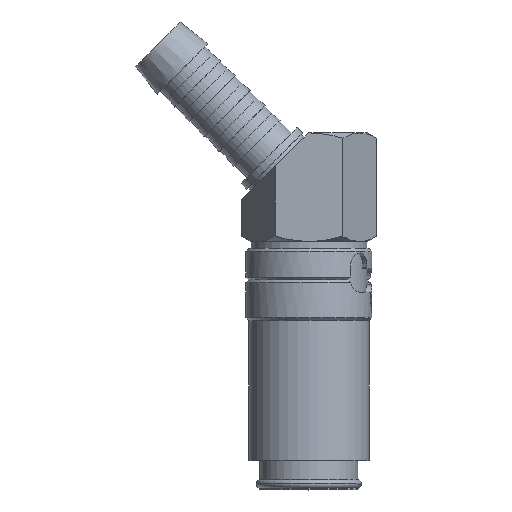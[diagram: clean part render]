
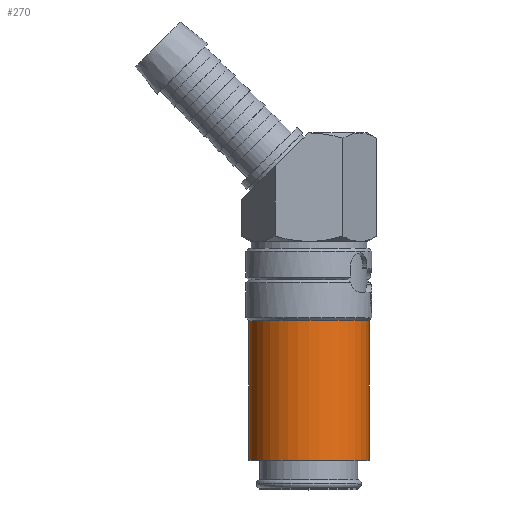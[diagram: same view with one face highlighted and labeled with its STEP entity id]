
A CAD part, top view. The second image highlights one B-rep face of the part: STEP entity #270.
In plain terms, the highlighted cylindrical face has radius 8.6 mm (diameter 17.2 mm), a partial arc.
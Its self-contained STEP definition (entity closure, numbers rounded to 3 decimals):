
#270=ADVANCED_FACE('',(#587),#588,.T.);
#587=FACE_OUTER_BOUND('',#939,.T.);
#588=CYLINDRICAL_SURFACE('',#940,8.6);
#939=EDGE_LOOP('',(#1652,#1653,#1654,#1655));
#940=AXIS2_PLACEMENT_3D('',#1656,#1657,#1658);
#1652=ORIENTED_EDGE('',*,*,#2186,.T.);
#1653=ORIENTED_EDGE('',*,*,#2253,.F.);
#1654=ORIENTED_EDGE('',*,*,#2188,.T.);
#1655=ORIENTED_EDGE('',*,*,#2281,.T.);
#1656=CARTESIAN_POINT('',(0.0,14.2,0.0));
#1657=DIRECTION('',(-0.0,1.0,0.0));
#1658=DIRECTION('',(1.0,0.0,0.0));
#2186=EDGE_CURVE('',#2659,#2660,#2661,.T.);
#2188=EDGE_CURVE('',#2664,#2662,#2665,.T.);
#2253=EDGE_CURVE('',#2664,#2660,#2748,.T.);
#2281=EDGE_CURVE('',#2662,#2659,#2783,.T.);
#2659=VERTEX_POINT('',#3633);
#2660=VERTEX_POINT('',#3634);
#2661=LINE('',#3635,#3636);
#2662=VERTEX_POINT('',#3637);
#2664=VERTEX_POINT('',#3639);
#2665=LINE('',#3640,#3641);
#2748=CIRCLE('',#4006,8.6);
#2783=CIRCLE('',#4167,8.6);
#3633=CARTESIAN_POINT('',(8.6,4.2,0.0));
#3634=CARTESIAN_POINT('',(8.6,24.2,0.0));
#3635=CARTESIAN_POINT('',(8.6,14.2,0.));
#3636=VECTOR('',#4604,1.0);
#3637=CARTESIAN_POINT('',(-8.6,4.2,0.));
#3639=CARTESIAN_POINT('',(-8.6,24.2,0.));
#3640=CARTESIAN_POINT('',(-8.6,14.2,0.));
#3641=VECTOR('',#4608,1.0);
#4006=AXIS2_PLACEMENT_3D('',#4681,#4682,#4683);
#4167=AXIS2_PLACEMENT_3D('',#4713,#4714,#4715);
#4604=DIRECTION('',(0.0,1.0,0.0));
#4608=DIRECTION('',(-0.0,-1.0,-0.0));
#4681=CARTESIAN_POINT('',(0.0,24.2,0.0));
#4682=DIRECTION('',(-0.0,1.0,0.0));
#4683=DIRECTION('',(1.0,0.0,0.0));
#4713=CARTESIAN_POINT('',(0.0,4.2,0.0));
#4714=DIRECTION('',(-0.0,1.0,0.0));
#4715=DIRECTION('',(1.0,0.0,0.0));
